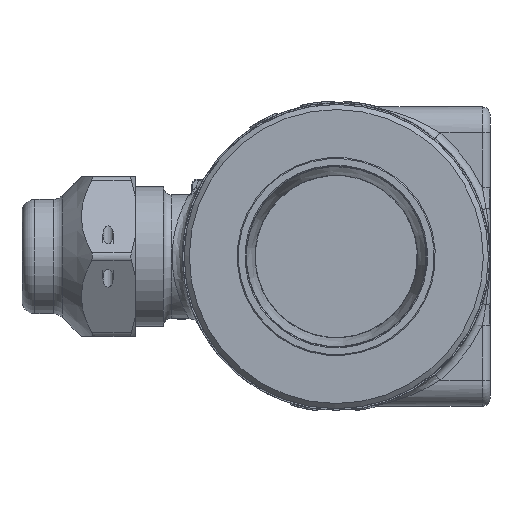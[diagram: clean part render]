
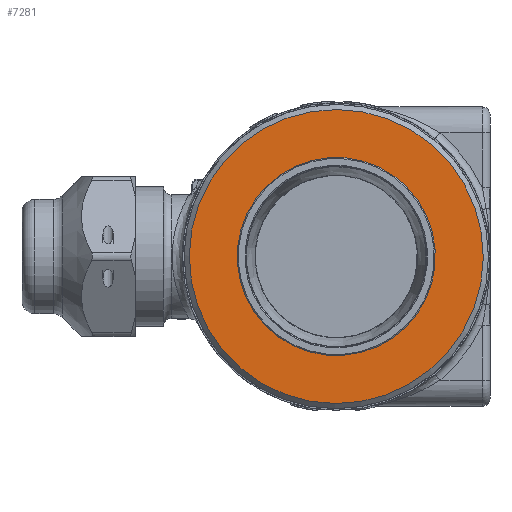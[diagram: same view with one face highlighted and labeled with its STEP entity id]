
A CAD part, left-side view. The second image highlights one B-rep face of the part: STEP entity #7281.
In plain terms, the highlighted planar face has unit normal (-1, 0, 0).
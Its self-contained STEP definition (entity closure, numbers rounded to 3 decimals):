
#7247=CARTESIAN_POINT('',(-41.4,18.9,0.117));
#7248=VERTEX_POINT('',#7247);
#7249=CARTESIAN_POINT('',(-41.4,0.,0.));
#7250=DIRECTION('',(1.0,0.,0.));
#7251=DIRECTION('',(0.,1.,0.006));
#7252=AXIS2_PLACEMENT_3D('',#7249,#7250,#7251);
#7253=CIRCLE('',#7252,18.9);
#7254=EDGE_CURVE('',#7248,#7248,#7253,.T.);
#7262=CARTESIAN_POINT('',(-41.4,-0.164,23.299));
#7263=DIRECTION('',(-1.0,0.0,0.0));
#7264=DIRECTION('',(0.0,-1.,-0.007));
#7265=AXIS2_PLACEMENT_3D('',#7262,#7263,#7264);
#7266=PLANE('',#7265);
#7267=CARTESIAN_POINT('',(-41.4,-0.201,28.499));
#7268=VERTEX_POINT('',#7267);
#7269=CARTESIAN_POINT('',(-41.4,0.,0.));
#7270=DIRECTION('',(1.0,0.,0.));
#7271=DIRECTION('',(0.,-0.007,1.));
#7272=AXIS2_PLACEMENT_3D('',#7269,#7270,#7271);
#7273=CIRCLE('',#7272,28.5);
#7274=EDGE_CURVE('',#7268,#7268,#7273,.T.);
#7275=ORIENTED_EDGE('',*,*,#7274,.F.);
#7276=EDGE_LOOP('',(#7275));
#7277=FACE_OUTER_BOUND('',#7276,.T.);
#7278=ORIENTED_EDGE('',*,*,#7254,.T.);
#7279=EDGE_LOOP('',(#7278));
#7280=FACE_BOUND('',#7279,.T.);
#7281=ADVANCED_FACE('',(#7277,#7280),#7266,.T.);
